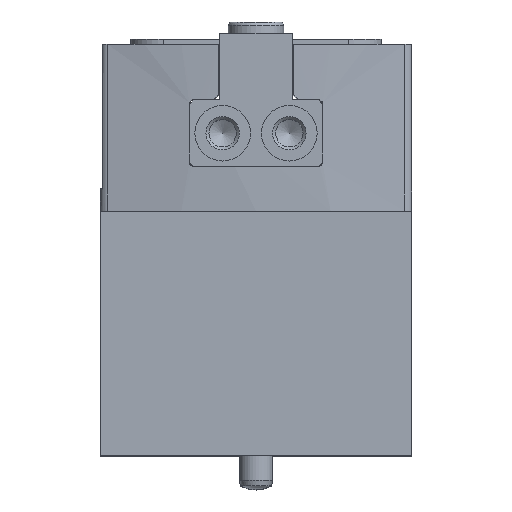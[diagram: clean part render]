
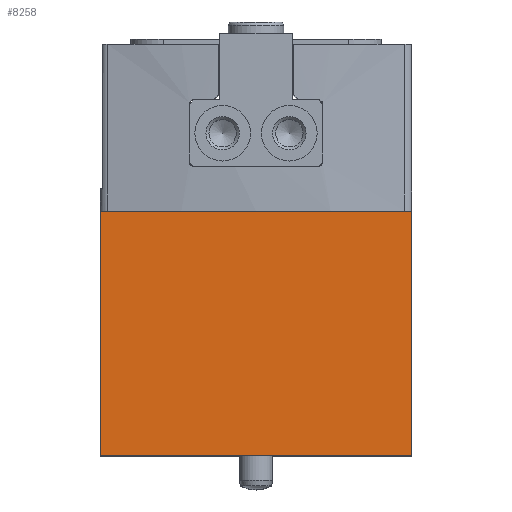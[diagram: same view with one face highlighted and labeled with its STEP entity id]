
A CAD part, top view. The second image highlights one B-rep face of the part: STEP entity #8258.
In plain terms, the highlighted planar face has unit normal (0, 0, 1).
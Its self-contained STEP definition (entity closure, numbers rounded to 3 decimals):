
#1102=ORIENTED_EDGE('',*,*,#2599,.T.);
#1103=ORIENTED_EDGE('',*,*,#2580,.F.);
#1104=ORIENTED_EDGE('',*,*,#2679,.F.);
#1105=ORIENTED_EDGE('',*,*,#2567,.T.);
#2567=EDGE_CURVE('',#3357,#3356,#3881,.T.);
#2580=EDGE_CURVE('',#3366,#3367,#3892,.T.);
#2599=EDGE_CURVE('',#3356,#3367,#3902,.T.);
#2679=EDGE_CURVE('',#3357,#3366,#3943,.T.);
#3356=VERTEX_POINT('',#11989);
#3357=VERTEX_POINT('',#11991);
#3366=VERTEX_POINT('',#12014);
#3367=VERTEX_POINT('',#12016);
#3881=LINE('',#11990,#4377);
#3892=LINE('',#12015,#4388);
#3902=LINE('',#12050,#4398);
#3943=LINE('',#12202,#4439);
#4377=VECTOR('',#9674,1000.);
#4388=VECTOR('',#9693,1000.);
#4398=VECTOR('',#9723,1000.);
#4439=VECTOR('',#9860,1000.);
#4832=EDGE_LOOP('',(#1102,#1103,#1104,#1105));
#5363=FACE_BOUND('',#4832,.T.);
#5832=PLANE('',#8778);
#8258=ADVANCED_FACE('',(#5363),#5832,.F.);
#8778=AXIS2_PLACEMENT_3D('',#12201,#9858,#9859);
#9674=DIRECTION('',(0.,-1.,0.));
#9693=DIRECTION('',(0.,-1.,0.));
#9723=DIRECTION('',(1.,0.,0.));
#9858=DIRECTION('',(0.,0.,-1.));
#9859=DIRECTION('',(-1.,0.,0.));
#9860=DIRECTION('',(1.,0.,0.));
#11989=CARTESIAN_POINT('',(-14.,0.,22.));
#11990=CARTESIAN_POINT('',(-14.,22.,22.));
#11991=CARTESIAN_POINT('',(-14.,22.,22.));
#12014=CARTESIAN_POINT('',(14.,22.,22.));
#12015=CARTESIAN_POINT('',(14.,22.,22.));
#12016=CARTESIAN_POINT('',(14.,0.,22.));
#12050=CARTESIAN_POINT('',(-14.,0.,22.));
#12201=CARTESIAN_POINT('',(-14.,22.,22.));
#12202=CARTESIAN_POINT('',(-14.,22.,22.));
